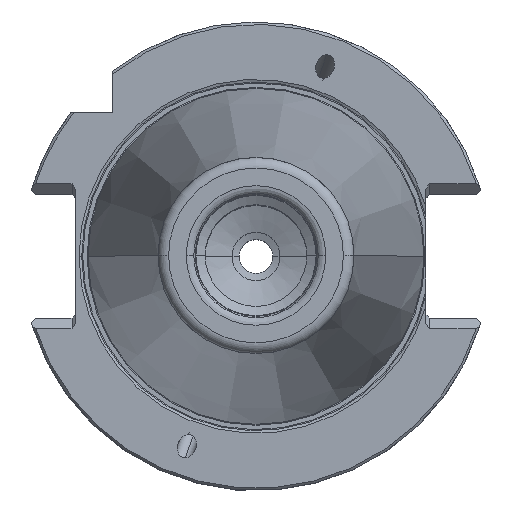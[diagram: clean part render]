
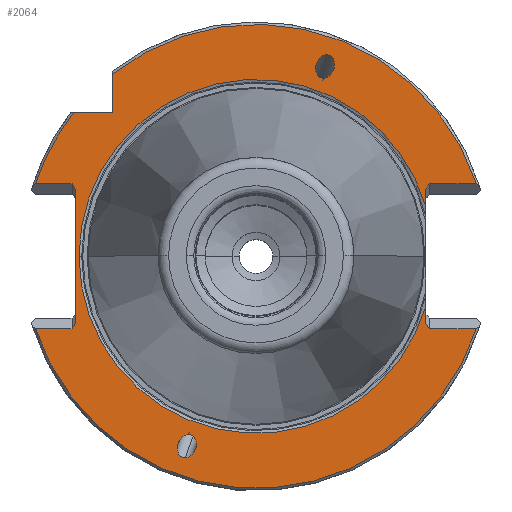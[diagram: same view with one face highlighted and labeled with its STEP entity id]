
A CAD part, top view. The second image highlights one B-rep face of the part: STEP entity #2064.
In plain terms, the highlighted planar face has unit normal (0, 0, 1).
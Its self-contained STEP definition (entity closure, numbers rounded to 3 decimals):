
#946=EDGE_CURVE('NONE',#2066,#2142,#2741,.T.);
#998=VERTEX_POINT('NONE',#2799);
#1020=EDGE_CURVE('NONE',#2630,#1868,#2823,.T.);
#1044=EDGE_CURVE('NONE',#1868,#1838,#2849,.T.);
#1074=EDGE_CURVE('NONE',#1764,#998,#2886,.T.);
#1092=VERTEX_POINT('NONE',#2907);
#1170=EDGE_CURVE('NONE',#1280,#2656,#2995,.T.);
#1236=VERTEX_POINT('NONE',#3071);
#1266=EDGE_CURVE('NONE',#1346,#2344,#3105,.T.);
#1280=VERTEX_POINT('NONE',#3119);
#1346=VERTEX_POINT('NONE',#3190);
#1362=VERTEX_POINT('NONE',#3207);
#1364=VERTEX_POINT('NONE',#3209);
#1540=VERTEX_POINT('NONE',#3405);
#1566=VERTEX_POINT('NONE',#3435);
#1654=EDGE_CURVE('NONE',#2182,#2320,#3535,.T.);
#1732=EDGE_CURVE('NONE',#1364,#1362,#3621,.T.);
#1764=VERTEX_POINT('NONE',#3654);
#1782=EDGE_CURVE('NONE',#1092,#1236,#3673,.T.);
#1816=VERTEX_POINT('NONE',#3711);
#1838=VERTEX_POINT('NONE',#3733);
#1848=EDGE_CURVE('NONE',#2656,#998,#3746,.T.);
#1858=EDGE_CURVE('NONE',#1092,#2256,#3757,.T.);
#1868=VERTEX_POINT('NONE',#3769);
#1922=EDGE_CURVE('NONE',#2320,#2182,#3829,.T.);
#1978=EDGE_CURVE('NONE',#1540,#1280,#3891,.T.);
#2008=EDGE_CURVE('NONE',#2142,#2066,#3923,.T.);
#2032=EDGE_CURVE('NONE',#2494,#1364,#3950,.T.);
#2064=ADVANCED_FACE('NONE',(#3987,#3988,#3989),#3990,.F.);
#2066=VERTEX_POINT('NONE',#3992);
#2086=EDGE_CURVE('NONE',#1540,#1346,#4014,.T.);
#2134=EDGE_CURVE('NONE',#1566,#2256,#4066,.T.);
#2142=VERTEX_POINT('NONE',#4074);
#2160=EDGE_CURVE('NONE',#1362,#2344,#4095,.T.);
#2182=VERTEX_POINT('NONE',#4120);
#2256=VERTEX_POINT('NONE',#4205);
#2302=EDGE_CURVE('NONE',#2630,#1566,#4255,.T.);
#2320=VERTEX_POINT('NONE',#4275);
#2344=VERTEX_POINT('NONE',#4300);
#2384=EDGE_CURVE('NONE',#1816,#1764,#4346,.T.);
#2392=EDGE_CURVE('NONE',#1816,#1236,#4354,.T.);
#2494=VERTEX_POINT('NONE',#4472);
#2630=VERTEX_POINT('NONE',#4622);
#2656=VERTEX_POINT('NONE',#4648);
#2686=EDGE_CURVE('NONE',#2494,#1838,#4681,.T.);
#2741=(B_SPLINE_CURVE(3,(#4751,#4752,#4753,#4754),.UNSPECIFIED.,.F.,.F.)B_SPLINE_CURVE_WITH_KNOTS((4,4),(3.414,6.555),.UNSPECIFIED.)RATIONAL_B_SPLINE_CURVE((1.0,0.333,0.333,1.0))BOUNDED_CURVE()REPRESENTATION_ITEM('')GEOMETRIC_REPRESENTATION_ITEM()CURVE());
#2799=CARTESIAN_POINT('',(45.816,-15.05,-1.5));
#2823=LINE('',#4868,#4869);
#2849=LINE('',#4909,#4910);
#2886=CIRCLE('',#4953,48.225);
#2907=CARTESIAN_POINT('',(-37.5,13.989,-1.5));
#2995=LINE('',#5104,#5105);
#3071=CARTESIAN_POINT('',(-37.5,-13.989,-1.5));
#3105=CIRCLE('',#5276,36.786);
#3119=CARTESIAN_POINT('',(35.3,-13.989,-1.5));
#3190=CARTESIAN_POINT('',(-36.786,0.,-1.5));
#3207=CARTESIAN_POINT('',(35.3,13.989,-1.5));
#3209=CARTESIAN_POINT('',(36.05,15.05,-1.5));
#3405=CARTESIAN_POINT('',(35.3,-10.348,-1.5));
#3435=CARTESIAN_POINT('',(-45.816,15.05,-1.5));
#3535=(B_SPLINE_CURVE(3,(#5936,#5937,#5938,#5939),.UNSPECIFIED.,.F.,.F.)B_SPLINE_CURVE_WITH_KNOTS((4,4),(0.272,3.414),.UNSPECIFIED.)RATIONAL_B_SPLINE_CURVE((1.0,0.333,0.333,1.0))BOUNDED_CURVE()REPRESENTATION_ITEM('')GEOMETRIC_REPRESENTATION_ITEM()CURVE());
#3621=LINE('',#6054,#6055);
#3654=CARTESIAN_POINT('',(-45.816,-15.05,-1.5));
#3673=LINE('',#6166,#6167);
#3711=CARTESIAN_POINT('',(-38.25,-15.05,-1.5));
#3733=CARTESIAN_POINT('',(-29.85,37.876,-1.5));
#3746=LINE('',#6288,#6289);
#3757=LINE('',#6302,#6303);
#3769=CARTESIAN_POINT('',(-29.85,29.85,-1.5));
#3829=(B_SPLINE_CURVE(3,(#6411,#6412,#6413,#6414),.UNSPECIFIED.,.F.,.F.)B_SPLINE_CURVE_WITH_KNOTS((4,4),(3.414,6.555),.UNSPECIFIED.)RATIONAL_B_SPLINE_CURVE((1.0,0.333,0.333,1.0))BOUNDED_CURVE()REPRESENTATION_ITEM('')GEOMETRIC_REPRESENTATION_ITEM()CURVE());
#3891=LINE('',#6514,#6515);
#3923=(B_SPLINE_CURVE(3,(#6568,#6569,#6570,#6571),.UNSPECIFIED.,.F.,.F.)B_SPLINE_CURVE_WITH_KNOTS((4,4),(0.272,3.414),.UNSPECIFIED.)RATIONAL_B_SPLINE_CURVE((1.0,0.333,0.333,1.0))BOUNDED_CURVE()REPRESENTATION_ITEM('')GEOMETRIC_REPRESENTATION_ITEM()CURVE());
#3950=LINE('',#6628,#6629);
#3987=FACE_OUTER_BOUND('',#6674,.T.);
#3988=FACE_BOUND('',#6675,.T.);
#3989=FACE_BOUND('',#6676,.T.);
#3990=PLANE('',#6677);
#3992=CARTESIAN_POINT('',(14.027,37.047,-1.5));
#4014=CIRCLE('',#6713,36.786);
#4066=LINE('',#6797,#6798);
#4074=CARTESIAN_POINT('',(14.702,41.887,-1.5));
#4095=LINE('',#6842,#6843);
#4120=CARTESIAN_POINT('',(-14.702,-41.887,-1.5));
#4205=CARTESIAN_POINT('',(-38.25,15.05,-1.5));
#4255=CIRCLE('',#7092,48.225);
#4275=CARTESIAN_POINT('',(-14.027,-37.047,-1.5));
#4300=CARTESIAN_POINT('',(35.3,10.348,-1.5));
#4346=LINE('',#7210,#7211);
#4354=LINE('',#7221,#7222);
#4472=CARTESIAN_POINT('',(45.816,15.05,-1.5));
#4622=CARTESIAN_POINT('',(-37.876,29.85,-1.5));
#4648=CARTESIAN_POINT('',(36.05,-15.05,-1.5));
#4681=CIRCLE('',#7839,48.225);
#4751=CARTESIAN_POINT('',(14.027,37.047,-1.5));
#4752=CARTESIAN_POINT('',(17.923,37.047,-1.5));
#4753=CARTESIAN_POINT('',(18.598,41.887,-1.5));
#4754=CARTESIAN_POINT('',(14.702,41.887,-1.5));
#4868=CARTESIAN_POINT('',(-52.85,29.85,-1.5));
#4869=VECTOR('',#7968,1000.0);
#4909=CARTESIAN_POINT('',(-29.85,29.85,-1.5));
#4910=VECTOR('',#7989,1000.0);
#4953=AXIS2_PLACEMENT_3D('',#8053,#8054,#8055);
#5104=CARTESIAN_POINT('',(35.013,-13.583,-1.5));
#5105=VECTOR('',#8183,1000.0);
#5276=AXIS2_PLACEMENT_3D('',#8324,#8325,#8326);
#5936=CARTESIAN_POINT('',(-14.702,-41.887,-1.5));
#5937=CARTESIAN_POINT('',(-10.807,-41.887,-1.5));
#5938=CARTESIAN_POINT('',(-10.132,-37.047,-1.5));
#5939=CARTESIAN_POINT('',(-14.027,-37.047,-1.5));
#6054=CARTESIAN_POINT('',(35.013,13.583,-1.5));
#6055=VECTOR('',#8917,1000.0);
#6166=CARTESIAN_POINT('',(-37.5,0.,-1.5));
#6167=VECTOR('',#8953,1000.0);
#6288=CARTESIAN_POINT('',(62.5,-15.05,-1.5));
#6289=VECTOR('',#9038,1000.0);
#6302=CARTESIAN_POINT('',(-29.995,3.376,-1.5));
#6303=VECTOR('',#9050,1000.0);
#6411=CARTESIAN_POINT('',(-14.027,-37.047,-1.5));
#6412=CARTESIAN_POINT('',(-17.923,-37.047,-1.5));
#6413=CARTESIAN_POINT('',(-18.598,-41.887,-1.5));
#6414=CARTESIAN_POINT('',(-14.702,-41.887,-1.5));
#6514=CARTESIAN_POINT('',(35.3,0.,-1.5));
#6515=VECTOR('',#9198,1000.0);
#6568=CARTESIAN_POINT('',(14.702,41.887,-1.5));
#6569=CARTESIAN_POINT('',(10.807,41.887,-1.5));
#6570=CARTESIAN_POINT('',(10.132,37.047,-1.5));
#6571=CARTESIAN_POINT('',(14.027,37.047,-1.5));
#6628=CARTESIAN_POINT('',(62.5,15.05,-1.5));
#6629=VECTOR('',#9263,1000.0);
#6674=EDGE_LOOP('',(#9311,#9312,#9313,#9314,#9315,#9316,#9317,#9318,#9319,#9320,#9321,#9322,#9323,#9324,#9325,#9326,#9327,#9328));
#6675=EDGE_LOOP('',(#9329,#9330));
#6676=EDGE_LOOP('',(#9331,#9332));
#6677=AXIS2_PLACEMENT_3D('',#9333,#9334,#9335);
#6713=AXIS2_PLACEMENT_3D('',#9371,#9372,#9373);
#6797=CARTESIAN_POINT('',(-63.9,15.05,-1.5));
#6798=VECTOR('',#9435,1000.0);
#6842=CARTESIAN_POINT('',(35.3,0.,-1.5));
#6843=VECTOR('',#9460,1000.0);
#7092=AXIS2_PLACEMENT_3D('',#9684,#9685,#9686);
#7210=CARTESIAN_POINT('',(-63.9,-15.05,-1.5));
#7211=VECTOR('',#9791,1000.0);
#7221=CARTESIAN_POINT('',(-29.995,-3.376,-1.5));
#7222=VECTOR('',#9795,1000.0);
#7839=AXIS2_PLACEMENT_3D('',#10176,#10177,#10178);
#7968=DIRECTION('',(1.0,0.,0.0));
#7989=DIRECTION('',(0.,1.0,0.0));
#8053=CARTESIAN_POINT('',(0.0,0.0,-1.5));
#8054=DIRECTION('',(0.0,-0.0,1.0));
#8055=DIRECTION('',(1.0,0.,0.0));
#8183=DIRECTION('',(0.577,-0.816,0.0));
#8324=CARTESIAN_POINT('',(0.0,0.0,-1.5));
#8325=DIRECTION('',(0.0,0.0,-1.0));
#8326=DIRECTION('',(1.0,0.,0.0));
#8917=DIRECTION('',(-0.577,-0.816,0.0));
#8953=DIRECTION('',(0.,-1.0,-0.0));
#9038=DIRECTION('',(1.0,0.,0.0));
#9050=DIRECTION('',(-0.577,0.816,0.0));
#9198=DIRECTION('',(0.,-1.0,-0.0));
#9263=DIRECTION('',(-1.0,0.,0.0));
#9311=ORIENTED_EDGE('',*,*,#2032,.F.);
#9312=ORIENTED_EDGE('',*,*,#2686,.T.);
#9313=ORIENTED_EDGE('',*,*,#1044,.F.);
#9314=ORIENTED_EDGE('',*,*,#1020,.F.);
#9315=ORIENTED_EDGE('',*,*,#2302,.T.);
#9316=ORIENTED_EDGE('',*,*,#2134,.T.);
#9317=ORIENTED_EDGE('',*,*,#1858,.F.);
#9318=ORIENTED_EDGE('',*,*,#1782,.T.);
#9319=ORIENTED_EDGE('',*,*,#2392,.F.);
#9320=ORIENTED_EDGE('',*,*,#2384,.T.);
#9321=ORIENTED_EDGE('',*,*,#1074,.T.);
#9322=ORIENTED_EDGE('',*,*,#1848,.F.);
#9323=ORIENTED_EDGE('',*,*,#1170,.F.);
#9324=ORIENTED_EDGE('',*,*,#1978,.F.);
#9325=ORIENTED_EDGE('',*,*,#2086,.T.);
#9326=ORIENTED_EDGE('',*,*,#1266,.T.);
#9327=ORIENTED_EDGE('',*,*,#2160,.F.);
#9328=ORIENTED_EDGE('',*,*,#1732,.F.);
#9329=ORIENTED_EDGE('',*,*,#1654,.F.);
#9330=ORIENTED_EDGE('',*,*,#1922,.F.);
#9331=ORIENTED_EDGE('',*,*,#2008,.F.);
#9332=ORIENTED_EDGE('',*,*,#946,.F.);
#9333=CARTESIAN_POINT('',(0.,-50.0,-1.5));
#9334=DIRECTION('',(0.0,0.0,-1.0));
#9335=DIRECTION('',(-1.0,0.0,0.0));
#9371=CARTESIAN_POINT('',(0.0,0.0,-1.5));
#9372=DIRECTION('',(0.0,0.0,-1.0));
#9373=DIRECTION('',(1.0,0.,0.0));
#9435=DIRECTION('',(1.0,0.,0.0));
#9460=DIRECTION('',(0.,-1.0,-0.0));
#9684=CARTESIAN_POINT('',(0.0,0.0,-1.5));
#9685=DIRECTION('',(0.0,0.0,1.0));
#9686=DIRECTION('',(1.0,0.,-0.0));
#9791=DIRECTION('',(-1.0,0.,0.0));
#9795=DIRECTION('',(0.577,0.816,0.0));
#10176=CARTESIAN_POINT('',(0.0,0.0,-1.5));
#10177=DIRECTION('',(0.0,-0.0,1.0));
#10178=DIRECTION('',(1.0,0.,0.0));
